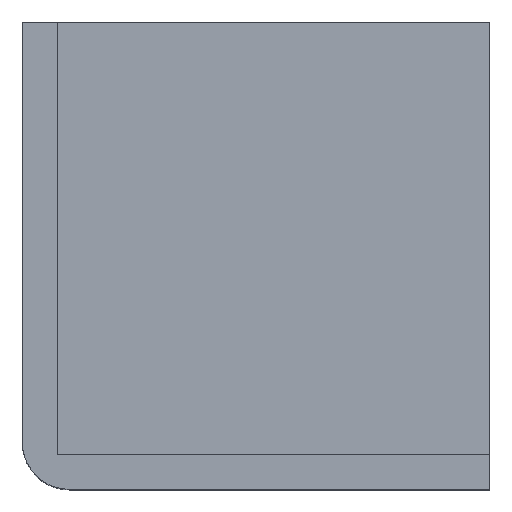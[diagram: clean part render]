
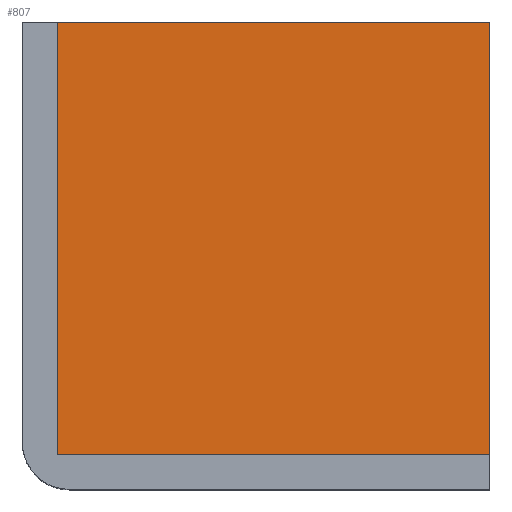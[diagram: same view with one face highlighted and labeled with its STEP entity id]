
A CAD part, top view. The second image highlights one B-rep face of the part: STEP entity #807.
In plain terms, the highlighted face is planar.
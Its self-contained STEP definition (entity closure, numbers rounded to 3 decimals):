
#346=PLANE('',#783);
#423=ORIENTED_EDGE('',*,*,#553,.F.);
#424=ORIENTED_EDGE('',*,*,#555,.F.);
#425=ORIENTED_EDGE('',*,*,#548,.F.);
#426=ORIENTED_EDGE('',*,*,#552,.F.);
#457=VECTOR('',#651,1.);
#461=VECTOR('',#659,1.);
#462=VECTOR('',#662,1.);
#464=VECTOR('',#666,1.);
#484=LINE('',#738,#457);
#488=LINE('',#746,#461);
#489=LINE('',#749,#462);
#491=LINE('',#752,#464);
#513=VERTEX_POINT('',#735);
#514=VERTEX_POINT('',#737);
#516=VERTEX_POINT('',#744);
#517=VERTEX_POINT('',#748);
#548=EDGE_CURVE('',#513,#514,#484,.T.);
#552=EDGE_CURVE('',#516,#513,#488,.T.);
#553=EDGE_CURVE('',#517,#516,#489,.T.);
#555=EDGE_CURVE('',#514,#517,#491,.T.);
#570=EDGE_LOOP('',(#423,#424,#425,#426));
#586=FACE_BOUND('',#570,.T.);
#651=DIRECTION('',(37.,0.,0.));
#659=DIRECTION('',(0.,0.,-37.));
#662=DIRECTION('',(-37.,0.,0.));
#664=DIRECTION('',(0.,1.,0.));
#665=DIRECTION('',(1.,0.,0.));
#666=DIRECTION('',(0.,0.,37.));
#735=CARTESIAN_POINT('',(-37.,-17.,-20.));
#737=CARTESIAN_POINT('',(0.,-17.,-20.));
#738=CARTESIAN_POINT('',(-37.,-17.,-20.));
#744=CARTESIAN_POINT('',(-37.,-17.,17.));
#746=CARTESIAN_POINT('',(-37.,-17.,17.));
#748=CARTESIAN_POINT('',(0.,-17.,17.));
#749=CARTESIAN_POINT('',(0.,-17.,17.));
#751=CARTESIAN_POINT('',(-20.,-17.,0.));
#752=CARTESIAN_POINT('',(0.,-17.,-20.));
#783=AXIS2_PLACEMENT_3D('',#751,#664,#665);
#807=ADVANCED_FACE('',(#586),#346,.T.);
